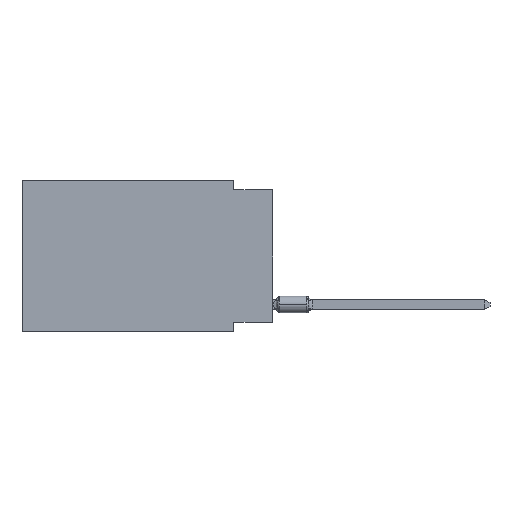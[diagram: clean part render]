
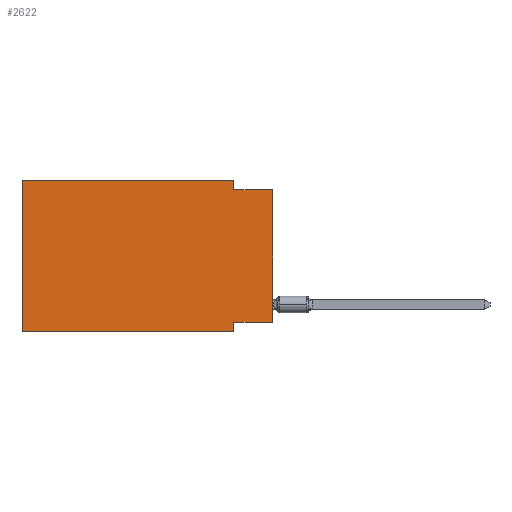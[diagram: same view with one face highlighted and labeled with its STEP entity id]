
A CAD part, left-side view. The second image highlights one B-rep face of the part: STEP entity #2622.
In plain terms, the highlighted planar face has unit normal (-1, 0, 0).
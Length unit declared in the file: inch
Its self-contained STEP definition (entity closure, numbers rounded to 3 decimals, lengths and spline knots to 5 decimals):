
#44 = ORIENTED_EDGE ( 'NONE', *, *, #2810, .T. ) ;
#182 = CARTESIAN_POINT ( 'NONE',  ( 0., 0.1, -0.39 ) ) ;
#771 = LINE ( 'NONE', #3599, #6094 ) ;
#778 = CARTESIAN_POINT ( 'NONE',  ( 0., 0.1, -0.025 ) ) ;
#1037 = CARTESIAN_POINT ( 'NONE',  ( 0., 0.645, 0. ) ) ;
#1052 = VERTEX_POINT ( 'NONE', #10906 ) ;
#1208 = LINE ( 'NONE', #8906, #1234 ) ;
#1234 = VECTOR ( 'NONE', #8818, 39.37008 ) ;
#1805 = CARTESIAN_POINT ( 'NONE',  ( 0., 0.1, 0. ) ) ;
#2352 = CARTESIAN_POINT ( 'NONE',  ( 0., 0.645, -0.39 ) ) ;
#2536 = CARTESIAN_POINT ( 'NONE',  ( 0., 0.1, -0.39 ) ) ;
#2576 = VECTOR ( 'NONE', #3005, 39.37008 ) ;
#2622 = ADVANCED_FACE ( 'NONE', ( #11558 ), #11732, .F. ) ;
#2810 = EDGE_CURVE ( 'NONE', #11081, #9581, #771, .T. ) ;
#2999 = VECTOR ( 'NONE', #10303, 39.37008 ) ;
#3005 = DIRECTION ( 'NONE',  ( 0., 0., -1. ) ) ;
#3599 = CARTESIAN_POINT ( 'NONE',  ( 0., 0., 0. ) ) ;
#4086 = CARTESIAN_POINT ( 'NONE',  ( 0., 0.645, 0. ) ) ;
#4119 = VERTEX_POINT ( 'NONE', #6833 ) ;
#4122 = LINE ( 'NONE', #1805, #2576 ) ;
#4796 = DIRECTION ( 'NONE',  ( 0., 0., 1. ) ) ;
#5095 = LINE ( 'NONE', #2536, #2999 ) ;
#5178 = LINE ( 'NONE', #9264, #8857 ) ;
#5300 = VECTOR ( 'NONE', #12228, 39.37008 ) ;
#5530 = VERTEX_POINT ( 'NONE', #7073 ) ;
#5804 = VERTEX_POINT ( 'NONE', #4086 ) ;
#6094 = VECTOR ( 'NONE', #4796, 39.37008 ) ;
#6263 = EDGE_CURVE ( 'NONE', #11081, #5530, #5178, .T. ) ;
#6340 = DIRECTION ( 'NONE',  ( 0., 0., -1. ) ) ;
#6342 = ORIENTED_EDGE ( 'NONE', *, *, #10876, .T. ) ;
#6591 = DIRECTION ( 'NONE',  ( 1., 0., 0. ) ) ;
#6602 = DIRECTION ( 'NONE',  ( 0., -1., 0. ) ) ;
#6654 = EDGE_CURVE ( 'NONE', #1052, #7954, #4122, .T. ) ;
#6673 = EDGE_CURVE ( 'NONE', #5804, #1052, #9580, .T. ) ;
#6833 = CARTESIAN_POINT ( 'NONE',  ( 0., 0.645, -0.39 ) ) ;
#7010 = ORIENTED_EDGE ( 'NONE', *, *, #11343, .F. ) ;
#7073 = CARTESIAN_POINT ( 'NONE',  ( 0., 0.1, -0.365 ) ) ;
#7451 = LINE ( 'NONE', #1037, #14711 ) ;
#7778 = VERTEX_POINT ( 'NONE', #182 ) ;
#7954 = VERTEX_POINT ( 'NONE', #778 ) ;
#8818 = DIRECTION ( 'NONE',  ( 0., -1., 0. ) ) ;
#8857 = VECTOR ( 'NONE', #10383, 39.37008 ) ;
#8878 = VECTOR ( 'NONE', #6602, 39.37008 ) ;
#8906 = CARTESIAN_POINT ( 'NONE',  ( 0., 0., -0.025 ) ) ;
#9078 = CARTESIAN_POINT ( 'NONE',  ( 0., 0.645, 0. ) ) ;
#9264 = CARTESIAN_POINT ( 'NONE',  ( 0., 0., -0.365 ) ) ;
#9285 = EDGE_CURVE ( 'NONE', #5530, #7778, #5095, .T. ) ;
#9580 = LINE ( 'NONE', #14787, #5300 ) ;
#9581 = VERTEX_POINT ( 'NONE', #11059 ) ;
#9918 = ORIENTED_EDGE ( 'NONE', *, *, #10121, .F. ) ;
#9981 = AXIS2_PLACEMENT_3D ( 'NONE', #9078, #6591, #6340 ) ;
#10121 = EDGE_CURVE ( 'NONE', #4119, #5804, #7451, .T. ) ;
#10303 = DIRECTION ( 'NONE',  ( 0., 0., -1. ) ) ;
#10383 = DIRECTION ( 'NONE',  ( 0., 1., 0. ) ) ;
#10876 = EDGE_CURVE ( 'NONE', #4119, #7778, #14059, .T. ) ;
#10906 = CARTESIAN_POINT ( 'NONE',  ( 0., 0.1, 0. ) ) ;
#11059 = CARTESIAN_POINT ( 'NONE',  ( 0., 0., -0.025 ) ) ;
#11081 = VERTEX_POINT ( 'NONE', #14554 ) ;
#11343 = EDGE_CURVE ( 'NONE', #7954, #9581, #1208, .T. ) ;
#11558 = FACE_OUTER_BOUND ( 'NONE', #12430, .T. ) ;
#11732 = PLANE ( 'NONE',  #9981 ) ;
#12228 = DIRECTION ( 'NONE',  ( 0., -1., 0. ) ) ;
#12397 = ORIENTED_EDGE ( 'NONE', *, *, #6654, .F. ) ;
#12430 = EDGE_LOOP ( 'NONE', ( #44, #7010, #12397, #14621, #9918, #6342, #14883, #13705 ) ) ;
#13705 = ORIENTED_EDGE ( 'NONE', *, *, #6263, .F. ) ;
#14059 = LINE ( 'NONE', #2352, #8878 ) ;
#14554 = CARTESIAN_POINT ( 'NONE',  ( 0., 0., -0.365 ) ) ;
#14621 = ORIENTED_EDGE ( 'NONE', *, *, #6673, .F. ) ;
#14711 = VECTOR ( 'NONE', #15319, 39.37008 ) ;
#14787 = CARTESIAN_POINT ( 'NONE',  ( 0., 0.645, 0. ) ) ;
#14883 = ORIENTED_EDGE ( 'NONE', *, *, #9285, .F. ) ;
#15319 = DIRECTION ( 'NONE',  ( 0., 0., 1. ) ) ;
